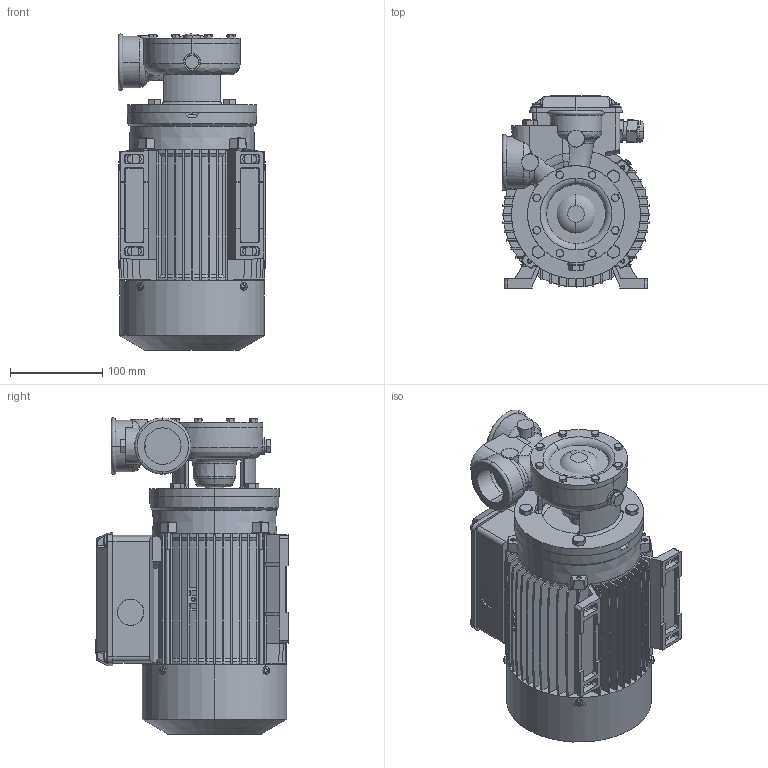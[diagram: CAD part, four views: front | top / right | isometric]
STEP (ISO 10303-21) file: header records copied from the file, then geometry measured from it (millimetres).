
FILE_DESCRIPTION (( 'STEP AP214' ), '1' );
FILE_NAME ('4_93_450_03_REV00.step', '2021-09-14T08:59:42', ( '' ), ( '' ), 'SwSTEP 2.0', 'SolidWorks 2020', '' );
FILE_SCHEMA (( 'AUTOMOTIVE_DESIGN' ));
Length unit declared in the file: millimetre
Products named in the file (18): Copia di G1_8x20_semplificato^4_93_450_03_REV00; Copia di G1_8x6_5^4_93_450_03_REV00; Copia di 80N_CZ^Copia di 80N_B34_4_93_450_03_REV00; 4_93_450_03_REV00; Copia di M8x20_UNI_5739_ingombri3D^4_93_450_03_REV00; Copia di TCB M5x15 UNI_8112_semplificato^Copia di 80N_CZ_Copia di 80N_B34_4_93_450_03_REV00; Copia di 3_67_033_semplificato^Copia di 80N_CZ_Copia di 80N_B34_4_93_450_03_REV00; Copia di 2_67_043_semplificato^Copia di 80N_B34_4_93_450_03_REV00; Copia di 4_65_094_semplificato^4_93_450_03_REV00; Copia di M5x16_UNI_5739^4_93_450_03_REV00; Copia di 1_67_039_REV00_semplificato^Copia di 80N_CZ_Copia di 80N_B34_4_93_450_03_REV00; Copia di Vite_TCB+_M4x4_UNI_7687_sempl^Copia di 80N_CZ_Copia di 80N_B34_4_93_450_03_REV00; Copia di 2_65_023_semplificato^4_93_450_03_REV00; Copia di 4_67_205_ingombro3D^Copia di 80N_CZ_Copia di 80N_B34_4_93_450_03_REV00; Copia di Pressacavo_M20x1_5_1403255000^Copia di 80N_CZ_Copia di 80N_B34_4_93_450_03_REV00; Copia di 3_67_022_semplificato^Copia di 80N_CZ_Copia di 80N_B34_4_93_450_03_REV00; Copia di 3_67_166_semplificato^Copia di 80N_CZ_Copia di 80N_B34_4_93_450_03_REV00; Copia di 80N_B34^4_93_450_03_REV00
Assembly tree (36 placements, depth 4):
  4_93_450_03_REV00
    Copia di 2_65_023_semplificato^4_93_450_03_REV00
    Copia di 4_65_094_semplificato^4_93_450_03_REV00
    Copia di M5x16_UNI_5739^4_93_450_03_REV00  x8
    Copia di G1_8x20_semplificato^4_93_450_03_REV00
    Copia di G1_8x6_5^4_93_450_03_REV00
    Copia di 80N_B34^4_93_450_03_REV00
      Copia di 80N_CZ^Copia di 80N_B34_4_93_450_03_REV00
        Copia di 1_67_039_REV00_semplificato^Copia di 80N_CZ_Copia di 80N_B34_4_93_450_03_REV00
        Copia di 3_67_022_semplificato^Copia di 80N_CZ_Copia di 80N_B34_4_93_450_03_REV00
        Copia di 4_67_205_ingombro3D^Copia di 80N_CZ_Copia di 80N_B34_4_93_450_03_REV00  x4
        Copia di 3_67_033_semplificato^Copia di 80N_CZ_Copia di 80N_B34_4_93_450_03_REV00
        Copia di 3_67_166_semplificato^Copia di 80N_CZ_Copia di 80N_B34_4_93_450_03_REV00
        Copia di TCB M5x15 UNI_8112_semplificato^Copia di 80N_CZ_Copia di 80N_B34_4_93_450_03_REV00  x4
        Copia di Vite_TCB+_M4x4_UNI_7687_sempl^Copia di 80N_CZ_Copia di 80N_B34_4_93_450_03_REV00  x4
        Copia di Pressacavo_M20x1_5_1403255000^Copia di 80N_CZ_Copia di 80N_B34_4_93_450_03_REV00
      Copia di 2_67_043_semplificato^Copia di 80N_B34_4_93_450_03_REV00
    Copia di M8x20_UNI_5739_ingombri3D^4_93_450_03_REV00  x4
Bounding box: 160 x 208.7 x 342.5 mm (x, y, z)
Volume: 6197381.8 mm3; surface area: 673146.8 mm2
Topology: 37 solids, 37 shells, 3128 faces, 8490 edges, 5559 vertices
Faces by surface type: bspline 1169, plane 1140, cylinder 494, cone 277, torus 32, sphere 16
Entity records: 109596 total; most frequent: CARTESIAN_POINT 46370, ORIENTED_EDGE 14842, DIRECTION 9733, EDGE_CURVE 7421, VERTEX_POINT 4897, LINE 4655, VECTOR 4655, EDGE_LOOP 2868
